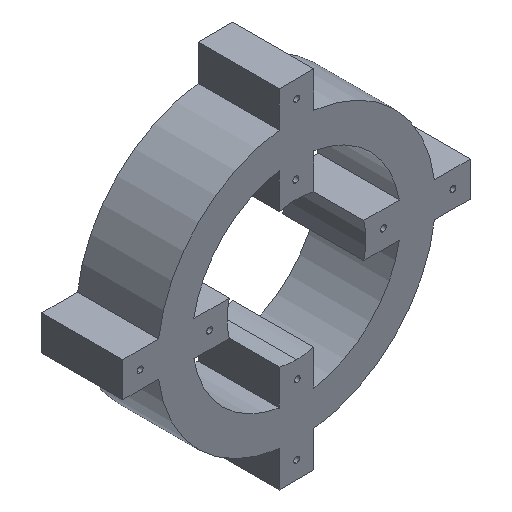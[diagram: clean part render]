
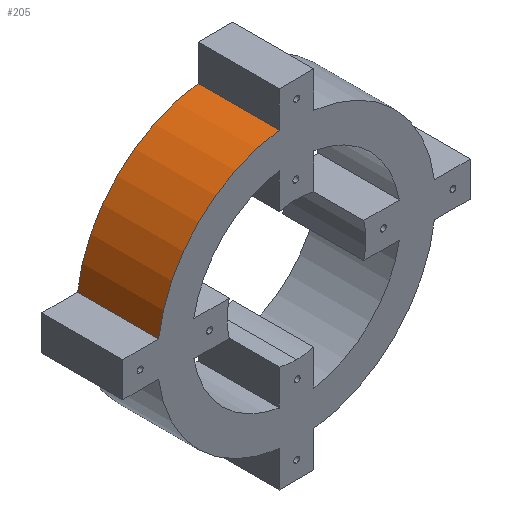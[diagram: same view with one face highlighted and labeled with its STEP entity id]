
A CAD part, isometric view. The second image highlights one B-rep face of the part: STEP entity #205.
In plain terms, the highlighted cylindrical face has radius 152.4 mm (diameter 304.8 mm), a partial arc.
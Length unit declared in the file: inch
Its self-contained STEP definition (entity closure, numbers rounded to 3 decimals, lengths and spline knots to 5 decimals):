
#55 = VERTEX_POINT ( 'NONE', #306 ) ;
#64 = VERTEX_POINT ( 'NONE', #314 ) ;
#86 = VERTEX_POINT ( 'NONE', #275 ) ;
#95 = VERTEX_POINT ( 'NONE', #281 ) ;
#131 = ORIENTED_EDGE ( 'NONE', *, *, #1076, .T. ) ;
#132 = ORIENTED_EDGE ( 'NONE', *, *, #1171, .F. ) ;
#133 = ORIENTED_EDGE ( 'NONE', *, *, #1034, .F. ) ;
#134 = ORIENTED_EDGE ( 'NONE', *, *, #1194, .T. ) ;
#205 = ADVANCED_FACE ( 'NONE', ( #889 ), #884, .T. ) ;
#275 = CARTESIAN_POINT ( 'NONE',  ( -6.11397, 0., 0.78164 ) ) ;
#281 = CARTESIAN_POINT ( 'NONE',  ( -0.91103, 3.5, 5.98458 ) ) ;
#306 = CARTESIAN_POINT ( 'NONE',  ( -0.91103, 0., 5.98458 ) ) ;
#314 = CARTESIAN_POINT ( 'NONE',  ( -6.11397, 3.5, 0.78164 ) ) ;
#395 = DIRECTION ( 'NONE',  ( 0., -1., 0. ) ) ;
#406 = DIRECTION ( 'NONE',  ( 0., -1., 0. ) ) ;
#407 = CARTESIAN_POINT ( 'NONE',  ( -0.16103, 3.5, 0.03164 ) ) ;
#446 = DIRECTION ( 'NONE',  ( 0., 1., 0. ) ) ;
#450 = CARTESIAN_POINT ( 'NONE',  ( -0.91103, 3.5, 5.98458 ) ) ;
#456 = CARTESIAN_POINT ( 'NONE',  ( -6.11397, 3.5, 0.78164 ) ) ;
#576 = DIRECTION ( 'NONE',  ( 0., 0., 1. ) ) ;
#614 = DIRECTION ( 'NONE',  ( 0., 0., 1. ) ) ;
#629 = CARTESIAN_POINT ( 'NONE',  ( -0.16103, 3.5, 0.03164 ) ) ;
#649 = DIRECTION ( 'NONE',  ( 0., 1., 0. ) ) ;
#715 = DIRECTION ( 'NONE',  ( 0., 0., -1. ) ) ;
#723 = CARTESIAN_POINT ( 'NONE',  ( -0.16103, 0., 0.03164 ) ) ;
#756 = DIRECTION ( 'NONE',  ( 0., -1., 0. ) ) ;
#869 = CIRCLE ( 'NONE', #1092, 6. ) ;
#884 = CYLINDRICAL_SURFACE ( 'NONE', #1032, 6. ) ;
#889 = FACE_OUTER_BOUND ( 'NONE', #1435, .T. ) ;
#1032 = AXIS2_PLACEMENT_3D ( 'NONE', #407, #406, #715 ) ;
#1034 = EDGE_CURVE ( 'NONE', #95, #55, #1563, .T. ) ;
#1048 = AXIS2_PLACEMENT_3D ( 'NONE', #629, #649, #576 ) ;
#1076 = EDGE_CURVE ( 'NONE', #64, #86, #1553, .T. ) ;
#1092 = AXIS2_PLACEMENT_3D ( 'NONE', #723, #446, #614 ) ;
#1171 = EDGE_CURVE ( 'NONE', #64, #95, #1656, .T. ) ;
#1194 = EDGE_CURVE ( 'NONE', #86, #55, #869, .T. ) ;
#1435 = EDGE_LOOP ( 'NONE', ( #134, #133, #132, #131 ) ) ;
#1546 = VECTOR ( 'NONE', #395, 39.37008 ) ;
#1553 = LINE ( 'NONE', #456, #1546 ) ;
#1559 = VECTOR ( 'NONE', #756, 39.37008 ) ;
#1563 = LINE ( 'NONE', #450, #1559 ) ;
#1656 = CIRCLE ( 'NONE', #1048, 6. ) ;
